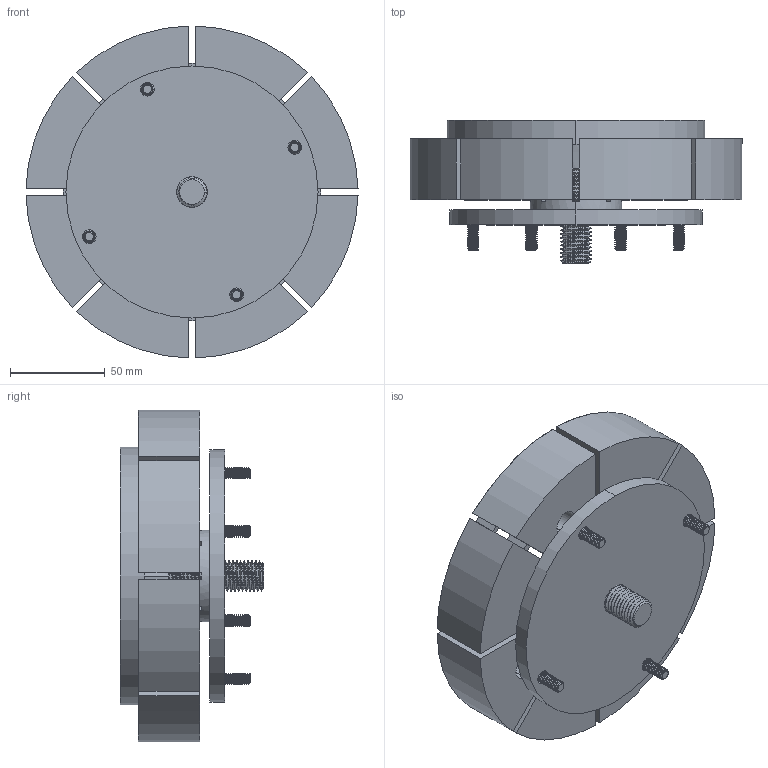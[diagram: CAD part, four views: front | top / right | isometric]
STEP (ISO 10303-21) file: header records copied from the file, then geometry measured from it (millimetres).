
FILE_DESCRIPTION (( 'STEP AP214' ), '1' );
FILE_NAME ('38500DD for Step as Part.STEP', '2022-03-11T20:36:23', ( '' ), ( '' ), 'SwSTEP 2.0', 'SolidWorks 2021', '' );
FILE_SCHEMA (( 'AUTOMOTIVE_DESIGN' ));
Length unit declared in the file: inch
Products named in the file (1): 38500DD for Step as Part
Bounding box: 174.98 x 75.47 x 174.98 mm (x, y, z)
Volume: 829737.1 mm3; surface area: 168449.3 mm2
Topology: 8 solids, 8 shells, 694 faces, 1930 edges, 1258 vertices
Faces by surface type: cylinder 459, plane 128, cone 79, torus 18, bspline 10
Entity records: 42794 total; most frequent: CARTESIAN_POINT 18023, ORIENTED_EDGE 3860, DIRECTION 2774, EDGE_CURVE 1930, VERTEX_POINT 1258, AXIS2_PLACEMENT_3D 1018, LINE 738, VECTOR 738
